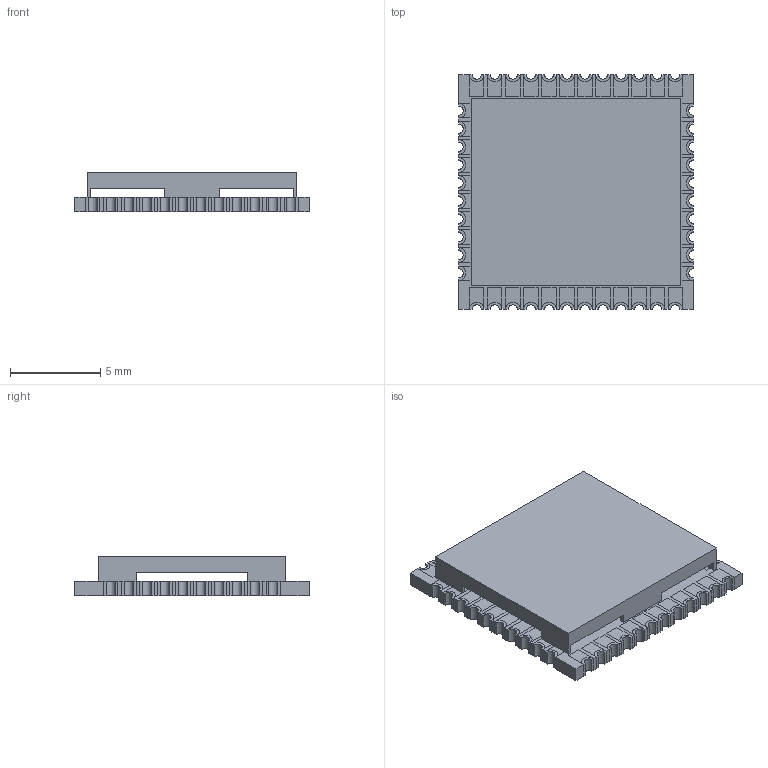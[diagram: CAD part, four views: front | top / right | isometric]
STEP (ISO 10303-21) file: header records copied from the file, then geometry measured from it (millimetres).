
FILE_DESCRIPTION(/* description */ (''),/* implementation_level */ '2;1');
FILE_NAME(/* name */ '芯片3d0628.stp',/* time_stamp */ '2023-06-28T13:33:17+08:00',/* author */ (''),/* organization */ (''),/* preprocessor_version */ 'ST-DEVELOPER v16.7',/* originating_system */ 'SIEMENS PLM Software NX 12.0',/* authorisation */ '');
FILE_SCHEMA (('AUTOMOTIVE_DESIGN { 1 0 10303 214 3 1 1 1 }'));
Length unit declared in the file: millimetre
Products named in the file (1): songEB84EC82xtyh
Bounding box: 13 x 13 x 2.2 mm (x, y, z)
Volume: 163.4 mm3; surface area: 1020.9 mm2
Topology: 90 solids, 90 shells, 740 faces, 1680 edges, 1120 vertices
Faces by surface type: plane 608, cylinder 132
Entity records: 22652 total; most frequent: CARTESIAN_POINT 3541, DIRECTION 3426, ORIENTED_EDGE 3360, EDGE_CURVE 1680, LINE 1416, VECTOR 1416, VERTEX_POINT 1120, AXIS2_PLACEMENT_3D 1005
